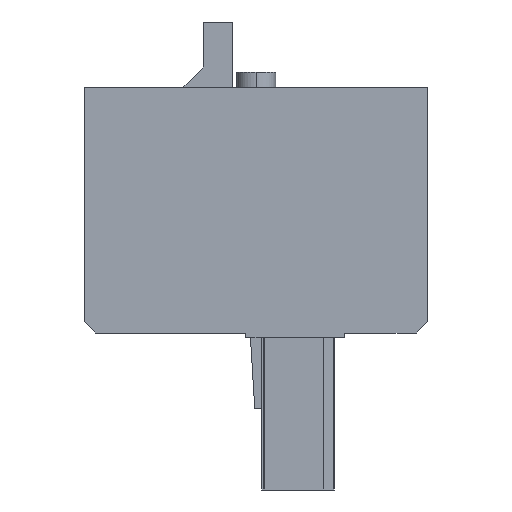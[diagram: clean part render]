
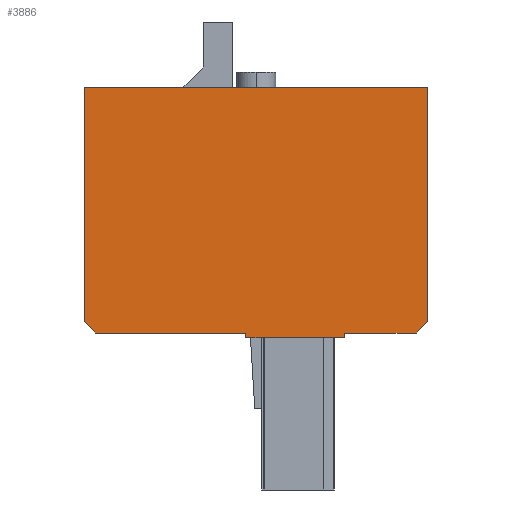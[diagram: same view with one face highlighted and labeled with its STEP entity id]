
A CAD part, left-side view. The second image highlights one B-rep face of the part: STEP entity #3886.
In plain terms, the highlighted planar face has unit normal (-1, 0, 0).
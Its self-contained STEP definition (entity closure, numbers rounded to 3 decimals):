
#3818=AXIS2_PLACEMENT_3D('Plane Axis2P3D',#3815,#3816,#3817) ;
#2744=CARTESIAN_POINT('Vertex',(0.,35.05,41.05)) ;
#2747=CARTESIAN_POINT('Line Origine',(0.,17.525,41.05)) ;
#2751=CARTESIAN_POINT('Vertex',(0.,0.,41.05)) ;
#3523=CARTESIAN_POINT('Line Origine',(0.,35.05,29.125)) ;
#3527=CARTESIAN_POINT('Vertex',(0.,35.05,17.2)) ;
#3815=CARTESIAN_POINT('Axis2P3D Location',(0.,0.,0.)) ;
#3820=CARTESIAN_POINT('Line Origine',(0.,0.,29.125)) ;
#3824=CARTESIAN_POINT('Vertex',(0.,0.,17.2)) ;
#3827=CARTESIAN_POINT('Line Origine',(0.,34.45,16.6)) ;
#3831=CARTESIAN_POINT('Vertex',(0.,33.85,16.)) ;
#3834=CARTESIAN_POINT('Line Origine',(0.,26.2,16.)) ;
#3838=CARTESIAN_POINT('Vertex',(0.,18.55,16.)) ;
#3841=CARTESIAN_POINT('Line Origine',(0.,18.55,15.75)) ;
#3845=CARTESIAN_POINT('Vertex',(0.,18.55,15.5)) ;
#3848=CARTESIAN_POINT('Line Origine',(0.,13.525,15.5)) ;
#3852=CARTESIAN_POINT('Vertex',(0.,8.5,15.5)) ;
#3855=CARTESIAN_POINT('Line Origine',(0.,8.5,15.75)) ;
#3859=CARTESIAN_POINT('Vertex',(0.,8.5,16.)) ;
#3862=CARTESIAN_POINT('Line Origine',(0.,4.85,16.)) ;
#3866=CARTESIAN_POINT('Vertex',(0.,1.2,16.)) ;
#3869=CARTESIAN_POINT('Line Origine',(0.,0.6,16.6)) ;
#2748=DIRECTION('Vector Direction',(0.,1.,0.)) ;
#3524=DIRECTION('Vector Direction',(0.,0.,-1.)) ;
#3816=DIRECTION('Axis2P3D Direction',(-1.,0.,0.)) ;
#3817=DIRECTION('Axis2P3D XDirection',(0.,0.,1.)) ;
#3821=DIRECTION('Vector Direction',(0.,0.,1.)) ;
#3828=DIRECTION('Vector Direction',(0.,-0.707,-0.707)) ;
#3835=DIRECTION('Vector Direction',(0.,-1.,0.)) ;
#3842=DIRECTION('Vector Direction',(0.,0.,-1.)) ;
#3849=DIRECTION('Vector Direction',(0.,-1.,0.)) ;
#3856=DIRECTION('Vector Direction',(0.,0.,-1.)) ;
#3863=DIRECTION('Vector Direction',(0.,-1.,0.)) ;
#3870=DIRECTION('Vector Direction',(0.,-0.707,0.707)) ;
#2749=VECTOR('Line Direction',#2748,1.) ;
#3525=VECTOR('Line Direction',#3524,1.) ;
#3822=VECTOR('Line Direction',#3821,1.) ;
#3829=VECTOR('Line Direction',#3828,1.) ;
#3836=VECTOR('Line Direction',#3835,1.) ;
#3843=VECTOR('Line Direction',#3842,1.) ;
#3850=VECTOR('Line Direction',#3849,1.) ;
#3857=VECTOR('Line Direction',#3856,1.) ;
#3864=VECTOR('Line Direction',#3863,1.) ;
#3871=VECTOR('Line Direction',#3870,1.) ;
#3875=ORIENTED_EDGE('',*,*,#3826,.T.) ;
#3876=ORIENTED_EDGE('',*,*,#2753,.T.) ;
#3877=ORIENTED_EDGE('',*,*,#3529,.T.) ;
#3878=ORIENTED_EDGE('',*,*,#3833,.T.) ;
#3879=ORIENTED_EDGE('',*,*,#3840,.T.) ;
#3880=ORIENTED_EDGE('',*,*,#3847,.T.) ;
#3881=ORIENTED_EDGE('',*,*,#3854,.T.) ;
#3882=ORIENTED_EDGE('',*,*,#3861,.T.) ;
#3883=ORIENTED_EDGE('',*,*,#3868,.T.) ;
#3884=ORIENTED_EDGE('',*,*,#3873,.T.) ;
#3886=ADVANCED_FACE('HOUSING',(#3885),#3819,.T.) ;
#2753=EDGE_CURVE('',#2752,#2745,#2750,.T.) ;
#3529=EDGE_CURVE('',#2745,#3528,#3526,.T.) ;
#3826=EDGE_CURVE('',#3825,#2752,#3823,.T.) ;
#3833=EDGE_CURVE('',#3528,#3832,#3830,.T.) ;
#3840=EDGE_CURVE('',#3832,#3839,#3837,.T.) ;
#3847=EDGE_CURVE('',#3839,#3846,#3844,.T.) ;
#3854=EDGE_CURVE('',#3846,#3853,#3851,.T.) ;
#3861=EDGE_CURVE('',#3853,#3860,#3858,.F.) ;
#3868=EDGE_CURVE('',#3860,#3867,#3865,.T.) ;
#3873=EDGE_CURVE('',#3867,#3825,#3872,.T.) ;
#3874=EDGE_LOOP('',(#3875,#3876,#3877,#3878,#3879,#3880,#3881,#3882,#3883,#3884)) ;
#3885=FACE_OUTER_BOUND('',#3874,.T.) ;
#2750=LINE('Line',#2747,#2749) ;
#3526=LINE('Line',#3523,#3525) ;
#3823=LINE('Line',#3820,#3822) ;
#3830=LINE('Line',#3827,#3829) ;
#3837=LINE('Line',#3834,#3836) ;
#3844=LINE('Line',#3841,#3843) ;
#3851=LINE('Line',#3848,#3850) ;
#3858=LINE('Line',#3855,#3857) ;
#3865=LINE('Line',#3862,#3864) ;
#3872=LINE('Line',#3869,#3871) ;
#3819=PLANE('',#3818) ;
#2745=VERTEX_POINT('',#2744) ;
#2752=VERTEX_POINT('',#2751) ;
#3528=VERTEX_POINT('',#3527) ;
#3825=VERTEX_POINT('',#3824) ;
#3832=VERTEX_POINT('',#3831) ;
#3839=VERTEX_POINT('',#3838) ;
#3846=VERTEX_POINT('',#3845) ;
#3853=VERTEX_POINT('',#3852) ;
#3860=VERTEX_POINT('',#3859) ;
#3867=VERTEX_POINT('',#3866) ;
